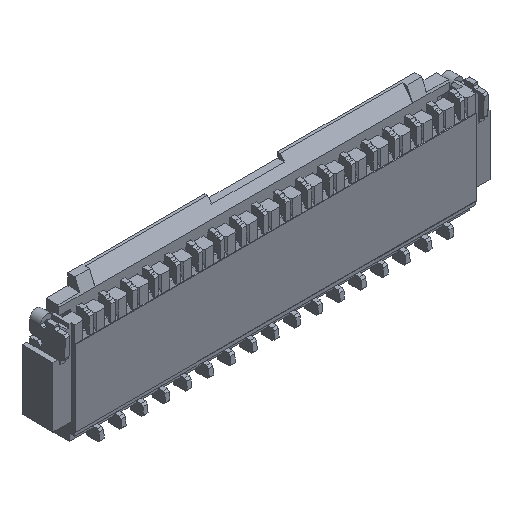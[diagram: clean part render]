
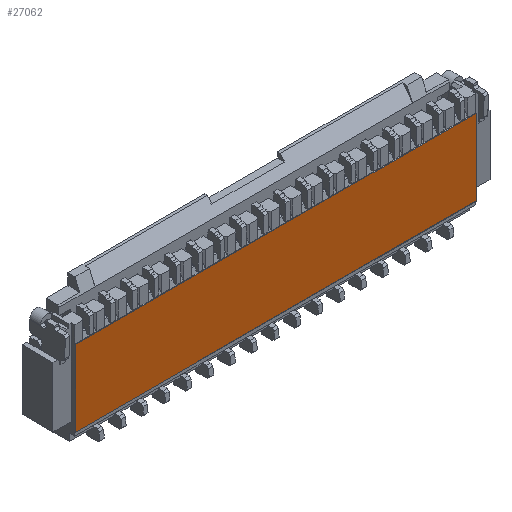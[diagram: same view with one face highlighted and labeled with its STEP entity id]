
A CAD part, isometric view. The second image highlights one B-rep face of the part: STEP entity #27062.
In plain terms, the highlighted face is planar.
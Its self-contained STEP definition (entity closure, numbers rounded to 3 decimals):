
#1169=FACE_OUTER_BOUND('',#2545,.T.);
#2545=EDGE_LOOP('',(#18345,#18346,#18347,#18348));
#3953=LINE('',#37405,#7609);
#4297=LINE('',#38102,#7953);
#4298=LINE('',#38104,#7954);
#4299=LINE('',#38105,#7955);
#7609=VECTOR('',#30272,1000.);
#7953=VECTOR('',#30704,1000.);
#7954=VECTOR('',#30705,1000.);
#7955=VECTOR('',#30706,1000.);
#11278=VERTEX_POINT('',#37398);
#11281=VERTEX_POINT('',#37403);
#11590=VERTEX_POINT('',#38101);
#11591=VERTEX_POINT('',#38103);
#13929=EDGE_CURVE('',#11281,#11278,#3953,.T.);
#14283=EDGE_CURVE('',#11281,#11590,#4297,.T.);
#14284=EDGE_CURVE('',#11591,#11590,#4298,.T.);
#14285=EDGE_CURVE('',#11278,#11591,#4299,.T.);
#18345=ORIENTED_EDGE('',*,*,#14283,.T.);
#18346=ORIENTED_EDGE('',*,*,#14284,.F.);
#18347=ORIENTED_EDGE('',*,*,#14285,.F.);
#18348=ORIENTED_EDGE('',*,*,#13929,.F.);
#25868=PLANE('',#28491);
#27062=ADVANCED_FACE('',(#1169),#25868,.F.);
#28491=AXIS2_PLACEMENT_3D('',#38100,#30702,#30703);
#30272=DIRECTION('',(0.,0.,-1.));
#30702=DIRECTION('center_axis',(0.,-1.,0.));
#30703=DIRECTION('ref_axis',(1.,0.,0.));
#30704=DIRECTION('',(1.,0.,0.));
#30705=DIRECTION('',(0.,0.,1.));
#30706=DIRECTION('',(1.,0.,0.));
#37398=CARTESIAN_POINT('',(1.132,-1.538,14.028));
#37403=CARTESIAN_POINT('',(1.132,-1.538,25.028));
#37405=CARTESIAN_POINT('',(1.132,-1.538,-3.287));
#38100=CARTESIAN_POINT('Origin',(1.132,-1.538,-3.287));
#38101=CARTESIAN_POINT('',(3.222,-1.538,25.028));
#38102=CARTESIAN_POINT('',(1.132,-1.538,25.028));
#38103=CARTESIAN_POINT('',(3.222,-1.538,14.028));
#38104=CARTESIAN_POINT('',(3.222,-1.538,-3.287));
#38105=CARTESIAN_POINT('',(1.132,-1.538,14.028));
